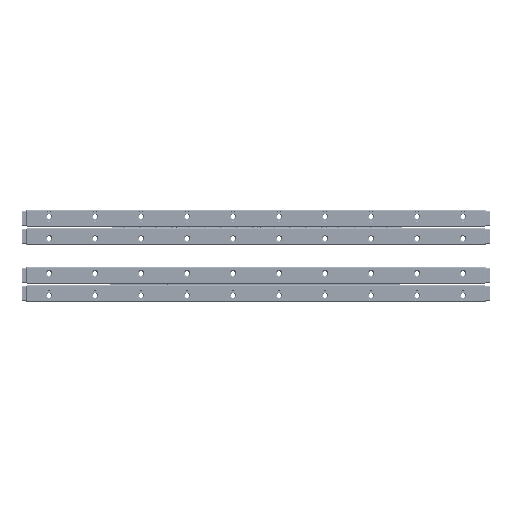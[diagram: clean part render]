
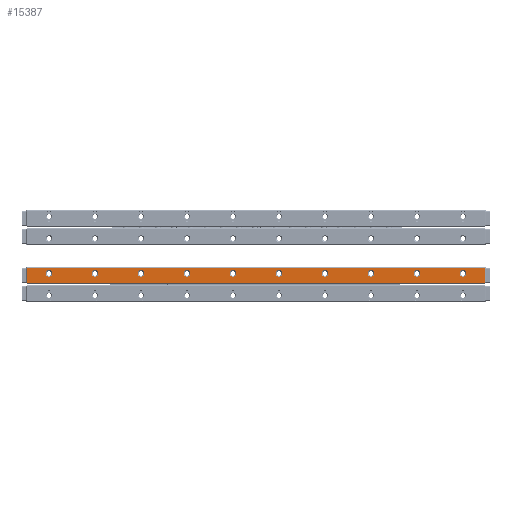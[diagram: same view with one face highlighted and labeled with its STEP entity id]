
A CAD part, top view. The second image highlights one B-rep face of the part: STEP entity #15387.
In plain terms, the highlighted planar face has unit normal (0, 0, 1).
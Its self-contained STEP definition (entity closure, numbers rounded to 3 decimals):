
#15387=ADVANCED_FACE('',(#26998,#26999,#27000,#27001,#27002,#27003,#27004,
#27005,#27006,#27007,#27008),#19791,.T.);
#19791=PLANE('',#88654);
#21523=CIRCLE('',#88644,1.825);
#21524=CIRCLE('',#88645,1.825);
#21525=CIRCLE('',#88646,1.825);
#21526=CIRCLE('',#88647,1.825);
#21527=CIRCLE('',#88648,1.825);
#21528=CIRCLE('',#88649,1.825);
#21529=CIRCLE('',#88650,1.825);
#21530=CIRCLE('',#88651,1.825);
#21531=CIRCLE('',#88652,1.825);
#21532=CIRCLE('',#88653,1.825);
#26998=FACE_BOUND('',#30154,.T.);
#26999=FACE_BOUND('',#30155,.T.);
#27000=FACE_BOUND('',#30156,.T.);
#27001=FACE_BOUND('',#30157,.T.);
#27002=FACE_BOUND('',#30158,.T.);
#27003=FACE_BOUND('',#30159,.T.);
#27004=FACE_BOUND('',#30160,.T.);
#27005=FACE_BOUND('',#30161,.T.);
#27006=FACE_BOUND('',#30162,.T.);
#27007=FACE_BOUND('',#30163,.T.);
#27008=FACE_BOUND('',#30164,.T.);
#30154=EDGE_LOOP('',(#37968));
#30155=EDGE_LOOP('',(#37969));
#30156=EDGE_LOOP('',(#37970));
#30157=EDGE_LOOP('',(#37971));
#30158=EDGE_LOOP('',(#37972));
#30159=EDGE_LOOP('',(#37973));
#30160=EDGE_LOOP('',(#37974));
#30161=EDGE_LOOP('',(#37975));
#30162=EDGE_LOOP('',(#37976));
#30163=EDGE_LOOP('',(#37977));
#30164=EDGE_LOOP('',(#37978,#37979,#37980,#37981,#37982,#37983,#37984,#37985));
#37968=ORIENTED_EDGE('',*,*,#67028,.T.);
#37969=ORIENTED_EDGE('',*,*,#67029,.T.);
#37970=ORIENTED_EDGE('',*,*,#67030,.T.);
#37971=ORIENTED_EDGE('',*,*,#67031,.T.);
#37972=ORIENTED_EDGE('',*,*,#67032,.T.);
#37973=ORIENTED_EDGE('',*,*,#67033,.T.);
#37974=ORIENTED_EDGE('',*,*,#67034,.T.);
#37975=ORIENTED_EDGE('',*,*,#67035,.T.);
#37976=ORIENTED_EDGE('',*,*,#67036,.T.);
#37977=ORIENTED_EDGE('',*,*,#67037,.T.);
#37978=ORIENTED_EDGE('',*,*,#67038,.T.);
#37979=ORIENTED_EDGE('',*,*,#67039,.F.);
#37980=ORIENTED_EDGE('',*,*,#67040,.T.);
#37981=ORIENTED_EDGE('',*,*,#67041,.T.);
#37982=ORIENTED_EDGE('',*,*,#67042,.T.);
#37983=ORIENTED_EDGE('',*,*,#67043,.T.);
#37984=ORIENTED_EDGE('',*,*,#67044,.T.);
#37985=ORIENTED_EDGE('',*,*,#67045,.T.);
#58994=VERTEX_POINT('',#123866);
#58995=VERTEX_POINT('',#123868);
#58996=VERTEX_POINT('',#123870);
#58997=VERTEX_POINT('',#123872);
#58998=VERTEX_POINT('',#123874);
#58999=VERTEX_POINT('',#123876);
#59000=VERTEX_POINT('',#123878);
#59001=VERTEX_POINT('',#123880);
#59002=VERTEX_POINT('',#123882);
#59003=VERTEX_POINT('',#123884);
#59004=VERTEX_POINT('',#123886);
#59005=VERTEX_POINT('',#123887);
#59006=VERTEX_POINT('',#123889);
#59007=VERTEX_POINT('',#123891);
#59008=VERTEX_POINT('',#123893);
#59009=VERTEX_POINT('',#123895);
#59010=VERTEX_POINT('',#123897);
#59011=VERTEX_POINT('',#123899);
#67028=EDGE_CURVE('',#58994,#58994,#21523,.T.);
#67029=EDGE_CURVE('',#58995,#58995,#21524,.T.);
#67030=EDGE_CURVE('',#58996,#58996,#21525,.T.);
#67031=EDGE_CURVE('',#58997,#58997,#21526,.T.);
#67032=EDGE_CURVE('',#58998,#58998,#21527,.T.);
#67033=EDGE_CURVE('',#58999,#58999,#21528,.T.);
#67034=EDGE_CURVE('',#59000,#59000,#21529,.T.);
#67035=EDGE_CURVE('',#59001,#59001,#21530,.T.);
#67036=EDGE_CURVE('',#59002,#59002,#21531,.T.);
#67037=EDGE_CURVE('',#59003,#59003,#21532,.T.);
#67038=EDGE_CURVE('',#59004,#59005,#77796,.T.);
#67039=EDGE_CURVE('',#59006,#59005,#77797,.T.);
#67040=EDGE_CURVE('',#59006,#59007,#77798,.T.);
#67041=EDGE_CURVE('',#59007,#59008,#77799,.T.);
#67042=EDGE_CURVE('',#59008,#59009,#77800,.T.);
#67043=EDGE_CURVE('',#59009,#59010,#77801,.T.);
#67044=EDGE_CURVE('',#59010,#59011,#77802,.T.);
#67045=EDGE_CURVE('',#59011,#59004,#77803,.T.);
#77796=LINE('',#123885,#83456);
#77797=LINE('',#123888,#83457);
#77798=LINE('',#123890,#83458);
#77799=LINE('',#123892,#83459);
#77800=LINE('',#123894,#83460);
#77801=LINE('',#123896,#83461);
#77802=LINE('',#123898,#83462);
#77803=LINE('',#123900,#83463);
#83456=VECTOR('',#98561,1.);
#83457=VECTOR('',#98562,1.);
#83458=VECTOR('',#98563,1.);
#83459=VECTOR('',#98564,1.);
#83460=VECTOR('',#98565,1.);
#83461=VECTOR('',#98566,1.);
#83462=VECTOR('',#98567,1.);
#83463=VECTOR('',#98568,1.);
#88644=AXIS2_PLACEMENT_3D('',#123865,#98541,#98542);
#88645=AXIS2_PLACEMENT_3D('',#123867,#98543,#98544);
#88646=AXIS2_PLACEMENT_3D('',#123869,#98545,#98546);
#88647=AXIS2_PLACEMENT_3D('',#123871,#98547,#98548);
#88648=AXIS2_PLACEMENT_3D('',#123873,#98549,#98550);
#88649=AXIS2_PLACEMENT_3D('',#123875,#98551,#98552);
#88650=AXIS2_PLACEMENT_3D('',#123877,#98553,#98554);
#88651=AXIS2_PLACEMENT_3D('',#123879,#98555,#98556);
#88652=AXIS2_PLACEMENT_3D('',#123881,#98557,#98558);
#88653=AXIS2_PLACEMENT_3D('',#123883,#98559,#98560);
#88654=AXIS2_PLACEMENT_3D('',#123901,#98569,#98570);
#98541=DIRECTION('',(0.,0.,-1.));
#98542=DIRECTION('',(0.,-1.,0.));
#98543=DIRECTION('',(0.,0.,-1.));
#98544=DIRECTION('',(0.,-1.,0.));
#98545=DIRECTION('',(0.,0.,-1.));
#98546=DIRECTION('',(0.,-1.,0.));
#98547=DIRECTION('',(0.,0.,-1.));
#98548=DIRECTION('',(0.,-1.,0.));
#98549=DIRECTION('',(0.,0.,-1.));
#98550=DIRECTION('',(0.,-1.,0.));
#98551=DIRECTION('',(0.,0.,-1.));
#98552=DIRECTION('',(0.,-1.,0.));
#98553=DIRECTION('',(0.,0.,-1.));
#98554=DIRECTION('',(0.,-1.,0.));
#98555=DIRECTION('',(0.,0.,-1.));
#98556=DIRECTION('',(0.,-1.,0.));
#98557=DIRECTION('',(0.,0.,-1.));
#98558=DIRECTION('',(0.,-1.,0.));
#98559=DIRECTION('',(0.,0.,-1.));
#98560=DIRECTION('',(0.,-1.,0.));
#98561=DIRECTION('',(-1.,0.,0.));
#98562=DIRECTION('',(0.577,0.816,0.));
#98563=DIRECTION('',(0.,-1.,0.));
#98564=DIRECTION('',(0.577,-0.816,0.));
#98565=DIRECTION('',(1.,0.,0.));
#98566=DIRECTION('',(0.577,0.816,0.));
#98567=DIRECTION('',(0.,1.,0.));
#98568=DIRECTION('',(-0.577,0.816,0.));
#98569=DIRECTION('',(0.,0.,1.));
#98570=DIRECTION('',(0.,1.,0.));
#123865=CARTESIAN_POINT('',(112.5,11.,4.5));
#123866=CARTESIAN_POINT('',(112.5,9.175,4.5));
#123867=CARTESIAN_POINT('',(87.5,11.,4.5));
#123868=CARTESIAN_POINT('',(87.5,9.175,4.5));
#123869=CARTESIAN_POINT('',(62.5,11.,4.5));
#123870=CARTESIAN_POINT('',(62.5,9.175,4.5));
#123871=CARTESIAN_POINT('',(37.5,11.,4.5));
#123872=CARTESIAN_POINT('',(37.5,9.175,4.5));
#123873=CARTESIAN_POINT('',(12.5,11.,4.5));
#123874=CARTESIAN_POINT('',(12.5,9.175,4.5));
#123875=CARTESIAN_POINT('',(-12.5,11.,4.5));
#123876=CARTESIAN_POINT('',(-12.5,9.175,4.5));
#123877=CARTESIAN_POINT('',(-37.5,11.,4.5));
#123878=CARTESIAN_POINT('',(-37.5,9.175,4.5));
#123879=CARTESIAN_POINT('',(-62.5,11.,4.5));
#123880=CARTESIAN_POINT('',(-62.5,9.175,4.5));
#123881=CARTESIAN_POINT('',(-87.5,11.,4.5));
#123882=CARTESIAN_POINT('',(-87.5,9.175,4.5));
#123883=CARTESIAN_POINT('',(-112.5,11.,4.5));
#123884=CARTESIAN_POINT('',(-112.5,9.175,4.5));
#123885=CARTESIAN_POINT('',(-125.,14.,4.5));
#123886=CARTESIAN_POINT('',(124.3,14.,4.5));
#123887=CARTESIAN_POINT('',(-124.3,14.,4.5));
#123888=CARTESIAN_POINT('',(-124.582,13.601,4.5));
#123889=CARTESIAN_POINT('',(-124.5,13.717,4.5));
#123890=CARTESIAN_POINT('',(-124.5,6.,4.5));
#123891=CARTESIAN_POINT('',(-124.5,6.283,4.5));
#123892=CARTESIAN_POINT('',(-128.54,11.997,4.5));
#123893=CARTESIAN_POINT('',(-124.3,6.,4.5));
#123894=CARTESIAN_POINT('',(-125.,6.,4.5));
#123895=CARTESIAN_POINT('',(124.3,6.,4.5));
#123896=CARTESIAN_POINT('',(45.207,-105.854,4.5));
#123897=CARTESIAN_POINT('',(124.5,6.283,4.5));
#123898=CARTESIAN_POINT('',(124.5,14.5,4.5));
#123899=CARTESIAN_POINT('',(124.5,13.717,4.5));
#123900=CARTESIAN_POINT('',(40.964,131.854,4.5));
#123901=CARTESIAN_POINT('',(-125.,14.5,4.5));
